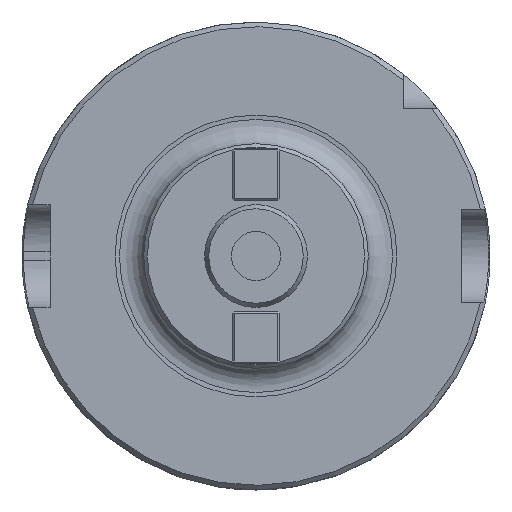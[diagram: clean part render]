
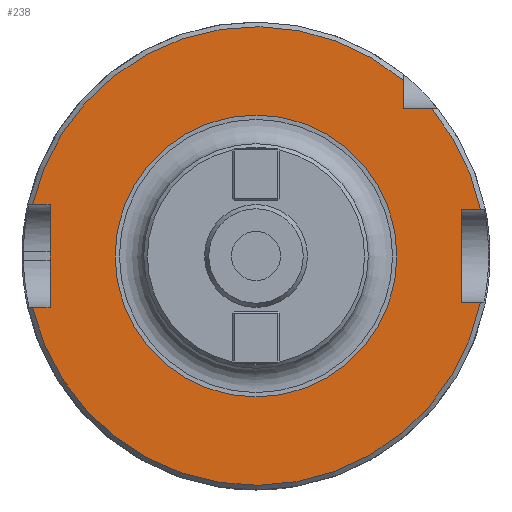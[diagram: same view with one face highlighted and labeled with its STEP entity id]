
A CAD part, left-side view. The second image highlights one B-rep face of the part: STEP entity #238.
In plain terms, the highlighted planar face has unit normal (-1, 0, 0).
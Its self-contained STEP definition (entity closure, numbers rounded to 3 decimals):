
#47=FACE_BOUND('',#521,.T.);
#48=FACE_BOUND('',#522,.T.);
#238=ADVANCED_FACE('',(#47,#48),#341,.F.);
#341=PLANE('',#2032);
#521=EDGE_LOOP('',(#997,#998,#999,#1000,#1001,#1002,#1003,#1004,#1005,#1006,
#1007));
#522=EDGE_LOOP('',(#1008));
#658=LINE('',#3101,#789);
#659=LINE('',#3103,#790);
#660=LINE('',#3105,#791);
#661=LINE('',#3109,#792);
#662=LINE('',#3111,#793);
#663=LINE('',#3113,#794);
#664=LINE('',#3114,#795);
#665=LINE('',#3116,#796);
#789=VECTOR('',#2282,1.);
#790=VECTOR('',#2283,1.);
#791=VECTOR('',#2284,1.);
#792=VECTOR('',#2287,1.);
#793=VECTOR('',#2288,1.);
#794=VECTOR('',#2289,1.);
#795=VECTOR('',#2290,1.);
#796=VECTOR('',#2291,1.);
#997=ORIENTED_EDGE('',*,*,#1710,.F.);
#998=ORIENTED_EDGE('',*,*,#1711,.F.);
#999=ORIENTED_EDGE('',*,*,#1712,.F.);
#1000=ORIENTED_EDGE('',*,*,#1713,.T.);
#1001=ORIENTED_EDGE('',*,*,#1714,.F.);
#1002=ORIENTED_EDGE('',*,*,#1715,.F.);
#1003=ORIENTED_EDGE('',*,*,#1716,.F.);
#1004=ORIENTED_EDGE('',*,*,#1640,.T.);
#1005=ORIENTED_EDGE('',*,*,#1717,.F.);
#1006=ORIENTED_EDGE('',*,*,#1718,.F.);
#1007=ORIENTED_EDGE('',*,*,#1644,.T.);
#1008=ORIENTED_EDGE('',*,*,#1719,.T.);
#1456=VERTEX_POINT('',#2687);
#1459=VERTEX_POINT('',#2699);
#1463=VERTEX_POINT('',#2714);
#1464=VERTEX_POINT('',#2716);
#1513=VERTEX_POINT('',#3102);
#1514=VERTEX_POINT('',#3104);
#1515=VERTEX_POINT('',#3106);
#1516=VERTEX_POINT('',#3108);
#1517=VERTEX_POINT('',#3110);
#1518=VERTEX_POINT('',#3112);
#1519=VERTEX_POINT('',#3115);
#1520=VERTEX_POINT('',#3118);
#1640=EDGE_CURVE('',#1456,#1459,#1909,.T.);
#1644=EDGE_CURVE('',#1464,#1463,#1911,.T.);
#1710=EDGE_CURVE('',#1513,#1463,#658,.T.);
#1711=EDGE_CURVE('',#1514,#1513,#659,.T.);
#1712=EDGE_CURVE('',#1515,#1514,#660,.T.);
#1713=EDGE_CURVE('',#1515,#1516,#1931,.T.);
#1714=EDGE_CURVE('',#1517,#1516,#661,.T.);
#1715=EDGE_CURVE('',#1518,#1517,#662,.T.);
#1716=EDGE_CURVE('',#1456,#1518,#663,.T.);
#1717=EDGE_CURVE('',#1519,#1459,#664,.T.);
#1718=EDGE_CURVE('',#1464,#1519,#665,.T.);
#1719=EDGE_CURVE('',#1520,#1520,#1932,.T.);
#1909=CIRCLE('',#1990,49.);
#1911=CIRCLE('',#1993,49.);
#1931=CIRCLE('',#2030,49.);
#1932=CIRCLE('',#2031,30.111);
#1990=AXIS2_PLACEMENT_3D('',#2700,#2186,#2187);
#1993=AXIS2_PLACEMENT_3D('',#2715,#2192,#2193);
#2030=AXIS2_PLACEMENT_3D('',#3107,#2285,#2286);
#2031=AXIS2_PLACEMENT_3D('',#3117,#2292,#2293);
#2032=AXIS2_PLACEMENT_3D('',#3119,#2294,#2295);
#2186=DIRECTION('',(-1.,0.,0.));
#2187=DIRECTION('',(0.,0.,-1.));
#2192=DIRECTION('',(-1.,0.,0.));
#2193=DIRECTION('',(0.,0.,-1.));
#2282=DIRECTION('',(0.,1.,0.));
#2283=DIRECTION('',(0.,0.,1.));
#2284=DIRECTION('',(0.,-1.,0.));
#2285=DIRECTION('',(-1.,0.,0.));
#2286=DIRECTION('',(0.,0.,-1.));
#2287=DIRECTION('',(0.,-1.,0.));
#2288=DIRECTION('',(0.,0.,-1.));
#2289=DIRECTION('',(0.,1.,0.));
#2290=DIRECTION('',(0.,-1.,0.));
#2291=DIRECTION('',(0.,0.,-1.));
#2292=DIRECTION('',(1.,0.,0.));
#2293=DIRECTION('',(0.,0.,-1.));
#2294=DIRECTION('',(1.,0.,0.));
#2295=DIRECTION('',(0.,0.,-1.));
#2687=CARTESIAN_POINT('',(90.,-47.969,10.));
#2699=CARTESIAN_POINT('',(90.,-37.533,31.5));
#2700=CARTESIAN_POINT('',(90.,0.,0.));
#2714=CARTESIAN_POINT('',(90.,47.749,11.));
#2715=CARTESIAN_POINT('',(90.,0.,0.));
#2716=CARTESIAN_POINT('',(90.,-31.5,37.533));
#3101=CARTESIAN_POINT('',(90.,60.5,11.));
#3102=CARTESIAN_POINT('',(90.,44.,11.));
#3103=CARTESIAN_POINT('',(90.,44.,-1.));
#3104=CARTESIAN_POINT('',(90.,44.,-11.));
#3105=CARTESIAN_POINT('',(90.,60.5,-11.));
#3106=CARTESIAN_POINT('',(90.,47.749,-11.));
#3107=CARTESIAN_POINT('',(90.,0.,0.));
#3108=CARTESIAN_POINT('',(90.,-47.969,-10.));
#3109=CARTESIAN_POINT('',(90.,-60.5,-10.));
#3110=CARTESIAN_POINT('',(90.,-44.,-10.));
#3111=CARTESIAN_POINT('',(90.,-44.,0.));
#3112=CARTESIAN_POINT('',(90.,-44.,10.));
#3113=CARTESIAN_POINT('',(90.,-60.5,10.));
#3114=CARTESIAN_POINT('',(90.,-60.5,31.5));
#3115=CARTESIAN_POINT('',(90.,-31.5,31.5));
#3116=CARTESIAN_POINT('',(90.,-31.5,41.5));
#3117=CARTESIAN_POINT('',(90.,0.,0.));
#3118=CARTESIAN_POINT('',(90.,0.,-30.111));
#3119=CARTESIAN_POINT('',(90.,0.,45.85));
